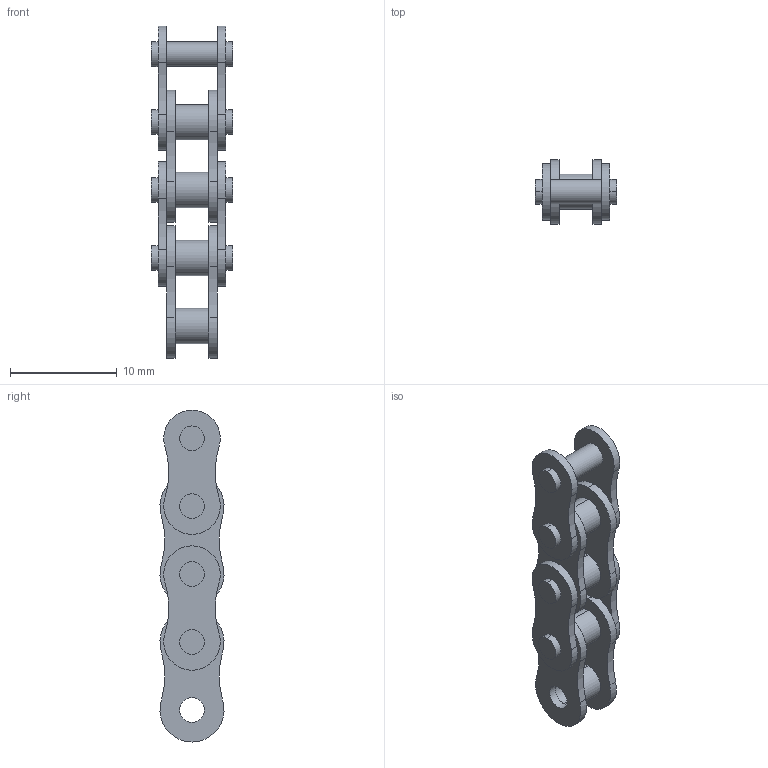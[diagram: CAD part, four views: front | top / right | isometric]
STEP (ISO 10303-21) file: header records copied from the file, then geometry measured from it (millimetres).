
FILE_DESCRIPTION(/* description */ (''),/* implementation_level */ '2;1');
FILE_NAME(/* name */ '56-000-0.stp',/* time_stamp */ '2022-03-18T07:41:14-04:00',/* author */ ('jmurphy'),/* organization */ (''),/* preprocessor_version */ 'ST-DEVELOPER v18.1',/* originating_system */ 'AutoCAD Mechanical',/* authorisation */ '');
FILE_SCHEMA (('AUTOMOTIVE_DESIGN { 1 0 10303 214 3 1 1 }'));
Length unit declared in the file: millimetre
Products named in the file (2): Product; #3628
Assembly tree (1 placements, depth 2):
  Product
    #3628
Bounding box: 7.62 x 5.99 x 31.03 mm (x, y, z)
Volume: 479.6 mm3; surface area: 1417.3 mm2
Topology: 4 solids, 4 shells, 120 faces, 272 edges, 184 vertices
Faces by surface type: cylinder 88, plane 32
Full cylindrical faces by diameter (mm): 2.299 x8
Entity records: 3628 total; most frequent: DIRECTION 710, CARTESIAN_POINT 595, ORIENTED_EDGE 560, AXIS2_PLACEMENT_3D 307, EDGE_CURVE 280, VERTEX_POINT 192, CIRCLE 184, EDGE_LOOP 160
